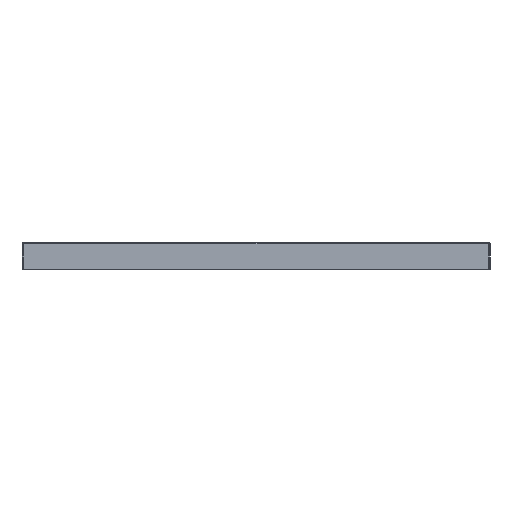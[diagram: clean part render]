
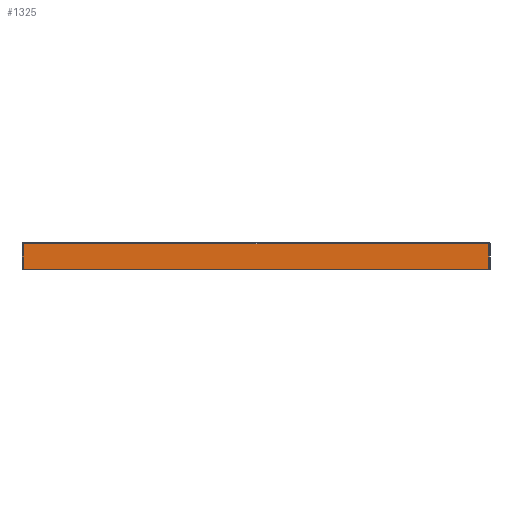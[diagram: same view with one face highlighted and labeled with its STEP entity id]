
A CAD part, left-side view. The second image highlights one B-rep face of the part: STEP entity #1325.
In plain terms, the highlighted planar face has unit normal (-1, 0, 0).
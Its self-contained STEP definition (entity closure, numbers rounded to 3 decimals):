
#326=PLANE('',#7293);
#470=LINE('',#46962,#884);
#471=LINE('',#46964,#885);
#472=LINE('',#46966,#886);
#884=VECTOR('',#7942,1.);
#885=VECTOR('',#7943,1.);
#886=VECTOR('',#7944,1.);
#1325=ADVANCED_FACE('',(#1891),#326,.T.);
#1891=FACE_OUTER_BOUND('',#2301,.T.);
#2301=EDGE_LOOP('',(#3279,#3280,#3281,#3282,#3283));
#3279=ORIENTED_EDGE('',*,*,#6071,.T.);
#3280=ORIENTED_EDGE('',*,*,#6072,.T.);
#3281=ORIENTED_EDGE('',*,*,#6073,.T.);
#3282=ORIENTED_EDGE('',*,*,#6074,.F.);
#3283=ORIENTED_EDGE('',*,*,#6075,.T.);
#5381=VERTEX_POINT('',#46934);
#5382=VERTEX_POINT('',#46935);
#5383=VERTEX_POINT('',#46961);
#5384=VERTEX_POINT('',#46963);
#5385=VERTEX_POINT('',#46965);
#6071=EDGE_CURVE('',#5381,#5382,#7094,.T.);
#6072=EDGE_CURVE('',#5382,#5383,#7095,.T.);
#6073=EDGE_CURVE('',#5383,#5384,#470,.T.);
#6074=EDGE_CURVE('',#5385,#5384,#471,.T.);
#6075=EDGE_CURVE('',#5385,#5381,#472,.T.);
#7094=B_SPLINE_CURVE_WITH_KNOTS('',3,(#46918,#46919,#46920,#46921,#46922,
#46923,#46924,#46925,#46926,#46927,#46928,#46929,#46930,#46931,#46932,#46933),
 .UNSPECIFIED.,.F.,.F.,(4,3,3,3,3,4),(0.,0.022,0.044,
0.131,0.481,1.),.UNSPECIFIED.);
#7095=B_SPLINE_CURVE_WITH_KNOTS('',3,(#46936,#46937,#46938,#46939,#46940,
#46941,#46942,#46943,#46944,#46945,#46946,#46947,#46948,#46949,#46950,#46951,
#46952,#46953,#46954,#46955,#46956,#46957,#46958,#46959,#46960),
 .UNSPECIFIED.,.F.,.F.,(4,3,3,3,3,3,3,3,4),(0.,0.009,0.043,
0.181,0.732,0.869,0.956,0.978,
1.),.UNSPECIFIED.);
#7293=AXIS2_PLACEMENT_3D('',#46967,#7945,#7946);
#7942=DIRECTION('',(0.,0.,-1.));
#7943=DIRECTION('',(0.,1.,0.));
#7944=DIRECTION('',(0.,0.,1.));
#7945=DIRECTION('',(-1.,0.,0.));
#7946=DIRECTION('',(0.,0.,1.));
#46918=CARTESIAN_POINT('',(-200.,-348.5,38.48));
#46919=CARTESIAN_POINT('',(-200.,-345.959,38.452));
#46920=CARTESIAN_POINT('',(-200.,-343.418,38.464));
#46921=CARTESIAN_POINT('',(-200.,-340.877,38.464));
#46922=CARTESIAN_POINT('',(-200.,-338.336,38.464));
#46923=CARTESIAN_POINT('',(-200.,-335.796,38.464));
#46924=CARTESIAN_POINT('',(-200.,-333.255,38.464));
#46925=CARTESIAN_POINT('',(-200.,-323.092,38.464));
#46926=CARTESIAN_POINT('',(-200.,-312.928,38.464));
#46927=CARTESIAN_POINT('',(-200.,-302.765,38.464));
#46928=CARTESIAN_POINT('',(-200.,-262.112,38.464));
#46929=CARTESIAN_POINT('',(-200.,-221.459,38.464));
#46930=CARTESIAN_POINT('',(-200.,-180.806,38.464));
#46931=CARTESIAN_POINT('',(-200.,-120.537,38.464));
#46932=CARTESIAN_POINT('',(-200.,-60.269,38.464));
#46933=CARTESIAN_POINT('',(-200.,0.,38.464));
#46934=CARTESIAN_POINT('',(-200.,-348.5,38.48));
#46935=CARTESIAN_POINT('',(-200.,0.,38.464));
#46936=CARTESIAN_POINT('',(-200.,0.,38.464));
#46937=CARTESIAN_POINT('',(-200.,1.,38.464));
#46938=CARTESIAN_POINT('',(-200.,2.,38.464));
#46939=CARTESIAN_POINT('',(-200.,3.,38.464));
#46940=CARTESIAN_POINT('',(-200.,7.,38.464));
#46941=CARTESIAN_POINT('',(-200.,11.,38.464));
#46942=CARTESIAN_POINT('',(-200.,15.,38.464));
#46943=CARTESIAN_POINT('',(-200.,31.,38.464));
#46944=CARTESIAN_POINT('',(-200.,47.,38.464));
#46945=CARTESIAN_POINT('',(-200.,63.,38.464));
#46946=CARTESIAN_POINT('',(-200.,127.,38.464));
#46947=CARTESIAN_POINT('',(-200.,191.,38.464));
#46948=CARTESIAN_POINT('',(-200.,255.,38.464));
#46949=CARTESIAN_POINT('',(-200.,270.922,38.464));
#46950=CARTESIAN_POINT('',(-200.,286.843,38.464));
#46951=CARTESIAN_POINT('',(-200.,302.765,38.464));
#46952=CARTESIAN_POINT('',(-200.,312.928,38.464));
#46953=CARTESIAN_POINT('',(-200.,323.092,38.464));
#46954=CARTESIAN_POINT('',(-200.,333.255,38.464));
#46955=CARTESIAN_POINT('',(-200.,335.796,38.464));
#46956=CARTESIAN_POINT('',(-200.,338.336,38.464));
#46957=CARTESIAN_POINT('',(-200.,340.877,38.464));
#46958=CARTESIAN_POINT('',(-200.,343.418,38.464));
#46959=CARTESIAN_POINT('',(-200.,345.959,38.452));
#46960=CARTESIAN_POINT('',(-200.,348.5,38.48));
#46961=CARTESIAN_POINT('',(-200.,348.5,38.48));
#46962=CARTESIAN_POINT('',(-200.,348.5,39.));
#46963=CARTESIAN_POINT('',(-200.,348.5,0.));
#46964=CARTESIAN_POINT('',(-200.,-350.,0.));
#46965=CARTESIAN_POINT('',(-200.,-348.5,0.));
#46966=CARTESIAN_POINT('',(-200.,-348.5,39.));
#46967=CARTESIAN_POINT('',(-200.,-350.,39.));
